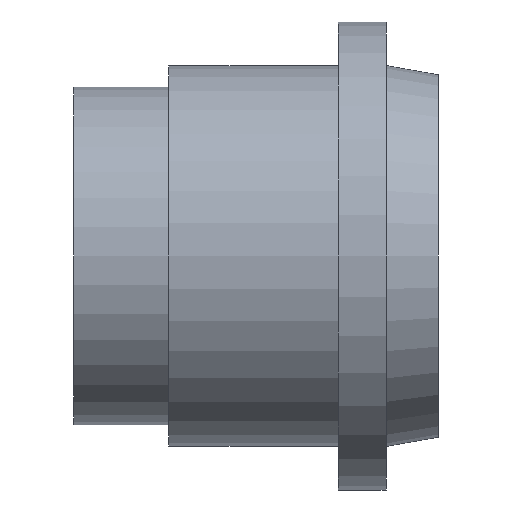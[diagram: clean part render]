
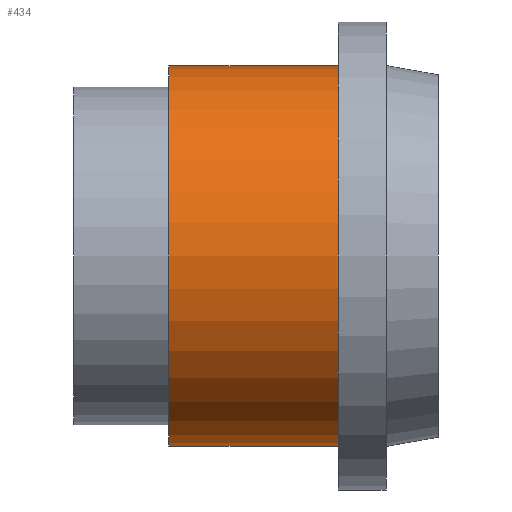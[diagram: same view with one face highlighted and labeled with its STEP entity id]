
A CAD part, front view. The second image highlights one B-rep face of the part: STEP entity #434.
In plain terms, the highlighted cylindrical face has radius 12 mm (diameter 24 mm), a partial arc.
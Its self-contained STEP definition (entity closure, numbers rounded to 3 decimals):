
#16 = EDGE_CURVE ( 'NONE', #73, #319, #467, .T. ) ;
#27 = LINE ( 'NONE', #112, #159 ) ;
#31 = CARTESIAN_POINT ( 'NONE',  ( -45.952, 0., 0. ) ) ;
#43 = VERTEX_POINT ( 'NONE', #397 ) ;
#48 = VERTEX_POINT ( 'NONE', #53 ) ;
#52 = ORIENTED_EDGE ( 'NONE', *, *, #16, .T. ) ;
#53 = CARTESIAN_POINT ( 'NONE',  ( -6.302, 0., -12. ) ) ;
#56 = CARTESIAN_POINT ( 'NONE',  ( -45.952, 0., 12. ) ) ;
#66 = DIRECTION ( 'NONE',  ( -1., 0., 0. ) ) ;
#73 = VERTEX_POINT ( 'NONE', #135 ) ;
#112 = CARTESIAN_POINT ( 'NONE',  ( -45.952, 0., -12. ) ) ;
#125 = VECTOR ( 'NONE', #128, 1000. ) ;
#126 = AXIS2_PLACEMENT_3D ( 'NONE', #31, #186, #262 ) ;
#128 = DIRECTION ( 'NONE',  ( -1., 0., 0. ) ) ;
#135 = CARTESIAN_POINT ( 'NONE',  ( -6.302, 0., 12. ) ) ;
#139 = EDGE_CURVE ( 'NONE', #48, #73, #260, .T. ) ;
#141 = FACE_OUTER_BOUND ( 'NONE', #421, .T. ) ;
#144 = CIRCLE ( 'NONE', #447, 12. ) ;
#159 = VECTOR ( 'NONE', #66, 1000. ) ;
#186 = DIRECTION ( 'NONE',  ( -1., 0., 0. ) ) ;
#206 = CARTESIAN_POINT ( 'NONE',  ( -6.302, 0., 0. ) ) ;
#253 = CARTESIAN_POINT ( 'NONE',  ( -17., 0., 0. ) ) ;
#260 = CIRCLE ( 'NONE', #322, 12. ) ;
#262 = DIRECTION ( 'NONE',  ( 0., 0., 1. ) ) ;
#265 = ORIENTED_EDGE ( 'NONE', *, *, #280, .F. ) ;
#280 = EDGE_CURVE ( 'NONE', #43, #319, #144, .T. ) ;
#285 = DIRECTION ( 'NONE',  ( 0., 0., 1. ) ) ;
#319 = VERTEX_POINT ( 'NONE', #409 ) ;
#322 = AXIS2_PLACEMENT_3D ( 'NONE', #206, #472, #285 ) ;
#328 = EDGE_CURVE ( 'NONE', #48, #43, #27, .T. ) ;
#397 = CARTESIAN_POINT ( 'NONE',  ( -17., 0., -12. ) ) ;
#400 = DIRECTION ( 'NONE',  ( 0., 0., 1. ) ) ;
#409 = CARTESIAN_POINT ( 'NONE',  ( -17., 0., 12. ) ) ;
#413 = ORIENTED_EDGE ( 'NONE', *, *, #139, .T. ) ;
#421 = EDGE_LOOP ( 'NONE', ( #469, #413, #52, #265 ) ) ;
#434 = ADVANCED_FACE ( 'NONE', ( #141 ), #483, .T. ) ;
#447 = AXIS2_PLACEMENT_3D ( 'NONE', #253, #484, #400 ) ;
#467 = LINE ( 'NONE', #56, #125 ) ;
#469 = ORIENTED_EDGE ( 'NONE', *, *, #328, .F. ) ;
#472 = DIRECTION ( 'NONE',  ( -1., 0., 0. ) ) ;
#483 = CYLINDRICAL_SURFACE ( 'NONE', #126, 12. ) ;
#484 = DIRECTION ( 'NONE',  ( -1., 0., 0. ) ) ;
